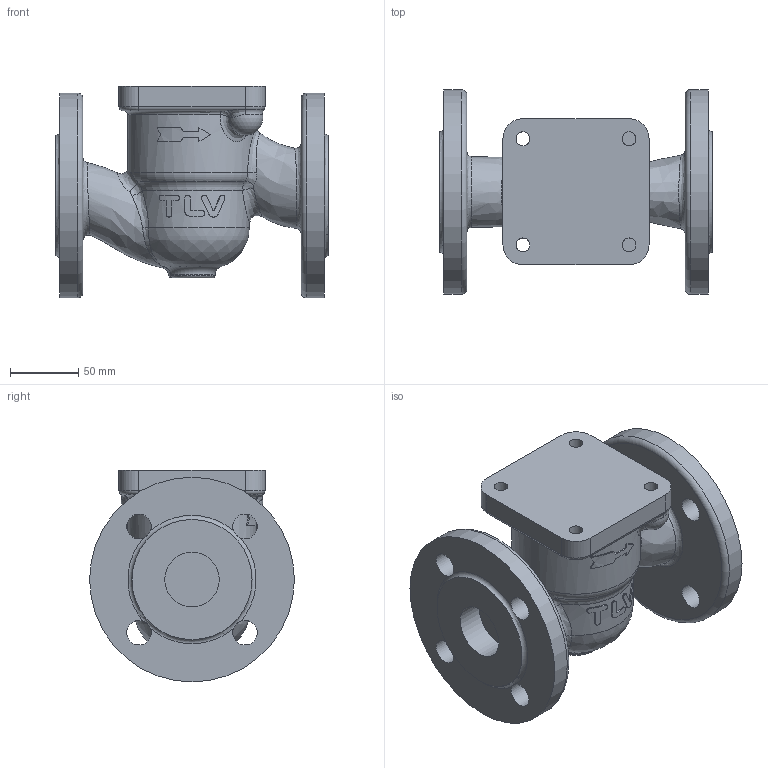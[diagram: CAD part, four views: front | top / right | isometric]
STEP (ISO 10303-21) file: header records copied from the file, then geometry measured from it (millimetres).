
FILE_DESCRIPTION(/* description */ (''),/* implementation_level */ '2;1');
FILE_NAME(/* name */ 'rct16-040-e0025-00.stp',/* time_stamp */ '2018-11-13T07:24:43+09:00',/* author */ ('nakaot'),/* organization */ (''),/* preprocessor_version */ 'ST-DEVELOPER v15.6',/* originating_system */ 'Autodesk Inventor 2015',/* authorisation */ '');
FILE_SCHEMA (('CONFIG_CONTROL_DESIGN'));
Length unit declared in the file: millimetre
Products named in the file (1): rct16-040-e0025-00
Bounding box: 200 x 150 x 155.24 mm (x, y, z)
Surface area: 159085.9 mm2 (no closed solid volume)
Topology: 0 solids, 1 shells, 148 faces, 393 edges, 243 vertices
Faces by surface type: bspline 54, plane 34, cylinder 31, torus 24, sphere 4, cone 1
Full cylindrical faces by diameter (mm): 10.106 x4, 18 x8, 40 x2, 94 x1, 150 x2
Entity records: 7229 total; most frequent: CARTESIAN_POINT 4029, ORIENTED_EDGE 690, DIRECTION 569, EDGE_CURVE 345, AXIS2_PLACEMENT_3D 251, VERTEX_POINT 224, EDGE_LOOP 193, CIRCLE 156
